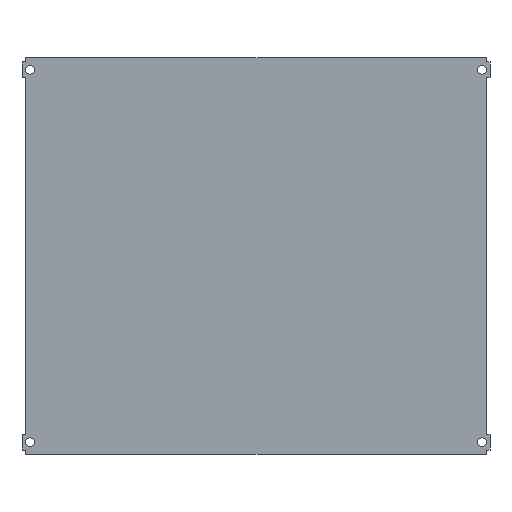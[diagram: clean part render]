
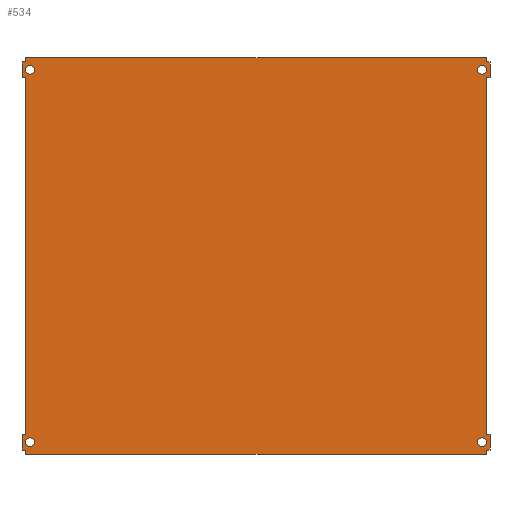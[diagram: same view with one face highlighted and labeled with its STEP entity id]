
A CAD part, front view. The second image highlights one B-rep face of the part: STEP entity #534.
In plain terms, the highlighted planar face has unit normal (0, -1, 0).
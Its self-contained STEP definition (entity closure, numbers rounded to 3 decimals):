
#19=FACE_BOUND('',#101,.T.);
#20=FACE_BOUND('',#102,.T.);
#21=FACE_BOUND('',#103,.T.);
#22=FACE_BOUND('',#104,.T.);
#44=PLANE('',#582);
#70=FACE_OUTER_BOUND('',#100,.T.);
#100=EDGE_LOOP('',(#481,#482,#483,#484,#485,#486,#487,#488,#489,#490,#491,
#492,#493,#494,#495,#496,#497,#498,#499,#500));
#101=EDGE_LOOP('',(#501));
#102=EDGE_LOOP('',(#502));
#103=EDGE_LOOP('',(#503));
#104=EDGE_LOOP('',(#504));
#109=LINE('',#745,#173);
#113=LINE('',#753,#177);
#116=LINE('',#759,#180);
#119=LINE('',#765,#183);
#122=LINE('',#771,#186);
#125=LINE('',#777,#189);
#128=LINE('',#783,#192);
#131=LINE('',#789,#195);
#134=LINE('',#795,#198);
#137=LINE('',#801,#201);
#140=LINE('',#807,#204);
#143=LINE('',#813,#207);
#146=LINE('',#819,#210);
#149=LINE('',#825,#213);
#152=LINE('',#831,#216);
#155=LINE('',#837,#219);
#158=LINE('',#843,#222);
#161=LINE('',#849,#225);
#164=LINE('',#855,#228);
#167=LINE('',#860,#231);
#173=VECTOR('',#615,10.);
#177=VECTOR('',#621,10.);
#180=VECTOR('',#626,10.);
#183=VECTOR('',#631,10.);
#186=VECTOR('',#636,10.);
#189=VECTOR('',#641,10.);
#192=VECTOR('',#646,10.);
#195=VECTOR('',#651,10.);
#198=VECTOR('',#656,10.);
#201=VECTOR('',#661,10.);
#204=VECTOR('',#666,10.);
#207=VECTOR('',#671,10.);
#210=VECTOR('',#676,10.);
#213=VECTOR('',#681,10.);
#216=VECTOR('',#686,10.);
#219=VECTOR('',#691,10.);
#222=VECTOR('',#696,10.);
#225=VECTOR('',#701,10.);
#228=VECTOR('',#706,10.);
#231=VECTOR('',#711,10.);
#234=CIRCLE('',#551,8.08);
#236=CIRCLE('',#554,8.08);
#238=CIRCLE('',#557,8.08);
#240=CIRCLE('',#560,8.08);
#242=VERTEX_POINT('',#721);
#244=VERTEX_POINT('',#727);
#246=VERTEX_POINT('',#733);
#248=VERTEX_POINT('',#739);
#249=VERTEX_POINT('',#743);
#250=VERTEX_POINT('',#744);
#253=VERTEX_POINT('',#752);
#255=VERTEX_POINT('',#758);
#257=VERTEX_POINT('',#764);
#259=VERTEX_POINT('',#770);
#261=VERTEX_POINT('',#776);
#263=VERTEX_POINT('',#782);
#265=VERTEX_POINT('',#788);
#267=VERTEX_POINT('',#794);
#269=VERTEX_POINT('',#800);
#271=VERTEX_POINT('',#806);
#273=VERTEX_POINT('',#812);
#275=VERTEX_POINT('',#818);
#277=VERTEX_POINT('',#824);
#279=VERTEX_POINT('',#830);
#281=VERTEX_POINT('',#836);
#283=VERTEX_POINT('',#842);
#285=VERTEX_POINT('',#848);
#287=VERTEX_POINT('',#854);
#291=EDGE_CURVE('',#242,#242,#234,.T.);
#294=EDGE_CURVE('',#244,#244,#236,.T.);
#297=EDGE_CURVE('',#246,#246,#238,.T.);
#300=EDGE_CURVE('',#248,#248,#240,.T.);
#301=EDGE_CURVE('',#249,#250,#109,.T.);
#305=EDGE_CURVE('',#253,#250,#113,.T.);
#308=EDGE_CURVE('',#255,#253,#116,.T.);
#311=EDGE_CURVE('',#257,#255,#119,.T.);
#314=EDGE_CURVE('',#259,#257,#122,.T.);
#317=EDGE_CURVE('',#259,#261,#125,.T.);
#320=EDGE_CURVE('',#263,#261,#128,.T.);
#323=EDGE_CURVE('',#265,#263,#131,.T.);
#326=EDGE_CURVE('',#267,#265,#134,.T.);
#329=EDGE_CURVE('',#267,#269,#137,.T.);
#332=EDGE_CURVE('',#271,#269,#140,.T.);
#335=EDGE_CURVE('',#273,#271,#143,.T.);
#338=EDGE_CURVE('',#275,#273,#146,.T.);
#341=EDGE_CURVE('',#277,#275,#149,.T.);
#344=EDGE_CURVE('',#277,#279,#152,.T.);
#347=EDGE_CURVE('',#281,#279,#155,.T.);
#350=EDGE_CURVE('',#281,#283,#158,.T.);
#353=EDGE_CURVE('',#285,#283,#161,.T.);
#356=EDGE_CURVE('',#285,#287,#164,.T.);
#359=EDGE_CURVE('',#249,#287,#167,.T.);
#481=ORIENTED_EDGE('',*,*,#359,.F.);
#482=ORIENTED_EDGE('',*,*,#301,.T.);
#483=ORIENTED_EDGE('',*,*,#305,.F.);
#484=ORIENTED_EDGE('',*,*,#308,.F.);
#485=ORIENTED_EDGE('',*,*,#311,.F.);
#486=ORIENTED_EDGE('',*,*,#314,.F.);
#487=ORIENTED_EDGE('',*,*,#317,.T.);
#488=ORIENTED_EDGE('',*,*,#320,.F.);
#489=ORIENTED_EDGE('',*,*,#323,.F.);
#490=ORIENTED_EDGE('',*,*,#326,.F.);
#491=ORIENTED_EDGE('',*,*,#329,.T.);
#492=ORIENTED_EDGE('',*,*,#332,.F.);
#493=ORIENTED_EDGE('',*,*,#335,.F.);
#494=ORIENTED_EDGE('',*,*,#338,.F.);
#495=ORIENTED_EDGE('',*,*,#341,.F.);
#496=ORIENTED_EDGE('',*,*,#344,.T.);
#497=ORIENTED_EDGE('',*,*,#347,.F.);
#498=ORIENTED_EDGE('',*,*,#350,.T.);
#499=ORIENTED_EDGE('',*,*,#353,.F.);
#500=ORIENTED_EDGE('',*,*,#356,.T.);
#501=ORIENTED_EDGE('',*,*,#300,.F.);
#502=ORIENTED_EDGE('',*,*,#297,.F.);
#503=ORIENTED_EDGE('',*,*,#294,.F.);
#504=ORIENTED_EDGE('',*,*,#291,.F.);
#534=ADVANCED_FACE('',(#70,#19,#20,#21,#22),#44,.F.);
#551=AXIS2_PLACEMENT_3D('',#723,#590,#591);
#554=AXIS2_PLACEMENT_3D('',#729,#597,#598);
#557=AXIS2_PLACEMENT_3D('',#735,#604,#605);
#560=AXIS2_PLACEMENT_3D('',#741,#611,#612);
#582=AXIS2_PLACEMENT_3D('',#863,#715,#716);
#590=DIRECTION('center_axis',(0.,-1.,0.));
#591=DIRECTION('ref_axis',(-1.,0.,0.));
#597=DIRECTION('center_axis',(0.,-1.,0.));
#598=DIRECTION('ref_axis',(-1.,0.,0.));
#604=DIRECTION('center_axis',(0.,-1.,0.));
#605=DIRECTION('ref_axis',(-1.,0.,0.));
#611=DIRECTION('center_axis',(0.,-1.,0.));
#612=DIRECTION('ref_axis',(-1.,0.,0.));
#615=DIRECTION('',(1.,0.,0.));
#621=DIRECTION('',(0.,0.,1.));
#626=DIRECTION('',(-1.,0.,0.));
#631=DIRECTION('',(0.,0.,-1.));
#636=DIRECTION('',(-1.,0.,0.));
#641=DIRECTION('',(0.,0.,1.));
#646=DIRECTION('',(1.,0.,0.));
#651=DIRECTION('',(0.,0.,-1.));
#656=DIRECTION('',(-1.,0.,0.));
#661=DIRECTION('',(0.,0.,1.));
#666=DIRECTION('',(1.,0.,0.));
#671=DIRECTION('',(0.,0.,-1.));
#676=DIRECTION('',(1.,0.,0.));
#681=DIRECTION('',(0.,0.,1.));
#686=DIRECTION('',(-1.,0.,0.));
#691=DIRECTION('',(0.,0.,1.));
#696=DIRECTION('',(1.,0.,0.));
#701=DIRECTION('',(0.,0.,1.));
#706=DIRECTION('',(-1.,0.,0.));
#711=DIRECTION('',(0.,0.,1.));
#715=DIRECTION('center_axis',(0.,1.,0.));
#716=DIRECTION('ref_axis',(-1.,0.,0.));
#721=CARTESIAN_POINT('',(433.08,-500.,725.));
#723=CARTESIAN_POINT('Origin',(425.,-500.,725.));
#727=CARTESIAN_POINT('',(-416.92,-500.,725.));
#729=CARTESIAN_POINT('Origin',(-425.,-500.,725.));
#733=CARTESIAN_POINT('',(-416.92,-500.,25.));
#735=CARTESIAN_POINT('Origin',(-425.,-500.,25.));
#739=CARTESIAN_POINT('',(433.08,-500.,25.));
#741=CARTESIAN_POINT('Origin',(425.,-500.,25.));
#743=CARTESIAN_POINT('',(-440.,-500.,10.));
#744=CARTESIAN_POINT('',(-433.,-500.,10.));
#745=CARTESIAN_POINT('',(-440.,-500.,10.));
#752=CARTESIAN_POINT('',(-433.,-500.,2.));
#753=CARTESIAN_POINT('',(-433.,-500.,2.));
#758=CARTESIAN_POINT('',(433.,-500.,2.));
#759=CARTESIAN_POINT('',(433.,-500.,2.));
#764=CARTESIAN_POINT('',(433.,-500.,10.));
#765=CARTESIAN_POINT('',(433.,-500.,10.));
#770=CARTESIAN_POINT('',(440.,-500.,10.));
#771=CARTESIAN_POINT('',(440.,-500.,10.));
#776=CARTESIAN_POINT('',(440.,-500.,40.));
#777=CARTESIAN_POINT('',(440.,-500.,10.));
#782=CARTESIAN_POINT('',(433.,-500.,40.));
#783=CARTESIAN_POINT('',(433.,-500.,40.));
#788=CARTESIAN_POINT('',(433.,-500.,710.));
#789=CARTESIAN_POINT('',(433.,-500.,710.));
#794=CARTESIAN_POINT('',(440.,-500.,710.));
#795=CARTESIAN_POINT('',(440.,-500.,710.));
#800=CARTESIAN_POINT('',(440.,-500.,740.));
#801=CARTESIAN_POINT('',(440.,-500.,710.));
#806=CARTESIAN_POINT('',(433.,-500.,740.));
#807=CARTESIAN_POINT('',(433.,-500.,740.));
#812=CARTESIAN_POINT('',(433.,-500.,748.));
#813=CARTESIAN_POINT('',(433.,-500.,748.));
#818=CARTESIAN_POINT('',(-433.,-500.,748.));
#819=CARTESIAN_POINT('',(-433.,-500.,748.));
#824=CARTESIAN_POINT('',(-433.,-500.,740.));
#825=CARTESIAN_POINT('',(-433.,-500.,740.));
#830=CARTESIAN_POINT('',(-440.,-500.,740.));
#831=CARTESIAN_POINT('',(-433.,-500.,740.));
#836=CARTESIAN_POINT('',(-440.,-500.,710.));
#837=CARTESIAN_POINT('',(-440.,-500.,710.));
#842=CARTESIAN_POINT('',(-433.,-500.,710.));
#843=CARTESIAN_POINT('',(-440.,-500.,710.));
#848=CARTESIAN_POINT('',(-433.,-500.,40.));
#849=CARTESIAN_POINT('',(-433.,-500.,40.));
#854=CARTESIAN_POINT('',(-440.,-500.,40.));
#855=CARTESIAN_POINT('',(-433.,-500.,40.));
#860=CARTESIAN_POINT('',(-440.,-500.,10.));
#863=CARTESIAN_POINT('Origin',(0.,-500.,375.));
